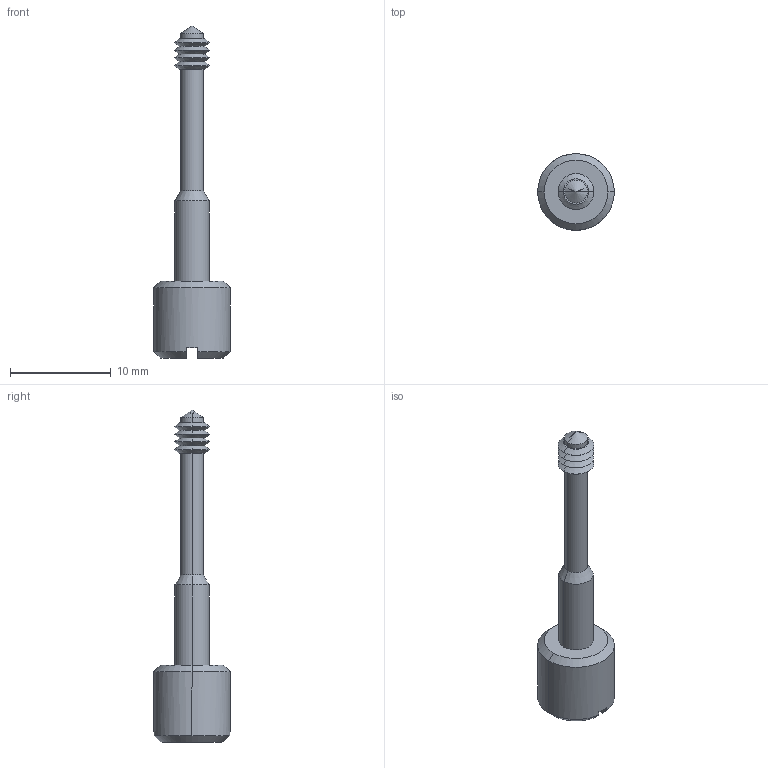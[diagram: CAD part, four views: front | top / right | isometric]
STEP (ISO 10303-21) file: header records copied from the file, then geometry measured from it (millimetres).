
FILE_DESCRIPTION (( 'STEP AP214' ), '1' );
FILE_NAME ('GPIB-TMBSC-14.STEP', '2006-10-30T15:54:09', ( 'X' ), ( 'L-COM' ), 'SwSTEP 2.0', 'SolidWorks 2006052', '' );
FILE_SCHEMA (( 'AUTOMOTIVE_DESIGN' ));
Length unit declared in the file: inch
Products named in the file (1): GPIB-TMBSC-14
Bounding box: 7.62 x 7.62 x 33.02 mm (x, y, z)
Volume: 448.6 mm3; surface area: 578 mm2
Topology: 1 solids, 1 shells, 80 faces, 173 edges, 95 vertices
Faces by surface type: cone 57, cylinder 13, plane 10
Entity records: 2143 total; most frequent: DIRECTION 410, CARTESIAN_POINT 357, ORIENTED_EDGE 338, EDGE_CURVE 169, AXIS2_PLACEMENT_3D 164, VERTEX_POINT 95, EDGE_LOOP 84, CIRCLE 83
